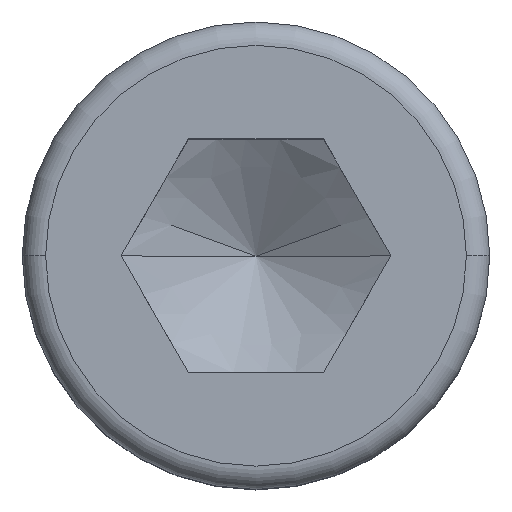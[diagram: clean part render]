
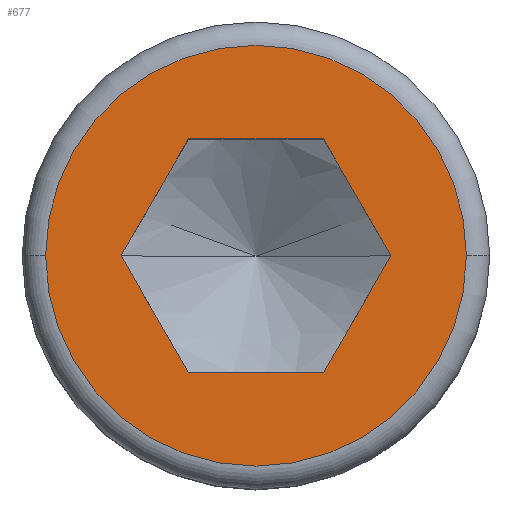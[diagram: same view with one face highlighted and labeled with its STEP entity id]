
A CAD part, top view. The second image highlights one B-rep face of the part: STEP entity #677.
In plain terms, the highlighted planar face has unit normal (0, 0, 1).
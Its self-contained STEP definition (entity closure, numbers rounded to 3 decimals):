
#12 = AXIS2_PLACEMENT_3D ( 'NONE', #333, #277, #215 ) ;
#21 = FACE_OUTER_BOUND ( 'NONE', #145, .T. ) ;
#47 = CARTESIAN_POINT ( 'NONE',  ( 0., 0., 10. ) ) ;
#54 = CARTESIAN_POINT ( 'NONE',  ( 0., 0., 10. ) ) ;
#62 = DIRECTION ( 'NONE',  ( 0., 0., 1. ) ) ;
#71 = VERTEX_POINT ( 'NONE', #336 ) ;
#74 = CARTESIAN_POINT ( 'NONE',  ( -2.309, -4., 10. ) ) ;
#76 = AXIS2_PLACEMENT_3D ( 'NONE', #47, #62, #169 ) ;
#84 = CARTESIAN_POINT ( 'NONE',  ( 4.619, 0., 10. ) ) ;
#93 = EDGE_CURVE ( 'NONE', #288, #483, #539, .T. ) ;
#94 = DIRECTION ( 'NONE',  ( 0.5, -0.866, 0. ) ) ;
#102 = LINE ( 'NONE', #702, #200 ) ;
#107 = VERTEX_POINT ( 'NONE', #478 ) ;
#109 = EDGE_CURVE ( 'NONE', #249, #107, #201, .T. ) ;
#122 = DIRECTION ( 'NONE',  ( 1., 0., 0. ) ) ;
#130 = DIRECTION ( 'NONE',  ( 1., 0., 0. ) ) ;
#134 = ORIENTED_EDGE ( 'NONE', *, *, #179, .T. ) ;
#145 = EDGE_LOOP ( 'NONE', ( #774, #209 ) ) ;
#148 = CARTESIAN_POINT ( 'NONE',  ( 2.309, -4., 10. ) ) ;
#157 = VERTEX_POINT ( 'NONE', #257 ) ;
#169 = DIRECTION ( 'NONE',  ( 1., 0., 0. ) ) ;
#179 = EDGE_CURVE ( 'NONE', #296, #249, #102, .T. ) ;
#200 = VECTOR ( 'NONE', #640, 1000. ) ;
#201 = LINE ( 'NONE', #419, #554 ) ;
#209 = ORIENTED_EDGE ( 'NONE', *, *, #744, .T. ) ;
#215 = DIRECTION ( 'NONE',  ( 1., 0., 0. ) ) ;
#219 = VECTOR ( 'NONE', #453, 1000. ) ;
#245 = DIRECTION ( 'NONE',  ( 0.5, 0.866, 0. ) ) ;
#249 = VERTEX_POINT ( 'NONE', #312 ) ;
#257 = CARTESIAN_POINT ( 'NONE',  ( 4.619, 0., 10. ) ) ;
#259 = PLANE ( 'NONE',  #355 ) ;
#264 = EDGE_CURVE ( 'NONE', #107, #523, #641, .T. ) ;
#272 = VECTOR ( 'NONE', #512, 1000. ) ;
#277 = DIRECTION ( 'NONE',  ( 0., 0., 1. ) ) ;
#288 = VERTEX_POINT ( 'NONE', #380 ) ;
#296 = VERTEX_POINT ( 'NONE', #74 ) ;
#303 = VECTOR ( 'NONE', #94, 1000. ) ;
#312 = CARTESIAN_POINT ( 'NONE',  ( -4.619, 0., 10. ) ) ;
#320 = CARTESIAN_POINT ( 'NONE',  ( -2.309, 4., 10. ) ) ;
#323 = EDGE_CURVE ( 'NONE', #523, #157, #634, .T. ) ;
#329 = LINE ( 'NONE', #148, #219 ) ;
#333 = CARTESIAN_POINT ( 'NONE',  ( 0., 0., 10. ) ) ;
#336 = CARTESIAN_POINT ( 'NONE',  ( 2.309, -4., 10. ) ) ;
#355 = AXIS2_PLACEMENT_3D ( 'NONE', #54, #438, #122 ) ;
#380 = CARTESIAN_POINT ( 'NONE',  ( 7.2, 0., 10. ) ) ;
#419 = CARTESIAN_POINT ( 'NONE',  ( -4.619, 0., 10. ) ) ;
#438 = DIRECTION ( 'NONE',  ( 0., 0., 1. ) ) ;
#453 = DIRECTION ( 'NONE',  ( -1., 0., 0. ) ) ;
#478 = CARTESIAN_POINT ( 'NONE',  ( -2.309, 4., 10. ) ) ;
#483 = VERTEX_POINT ( 'NONE', #721 ) ;
#494 = VECTOR ( 'NONE', #130, 1000. ) ;
#512 = DIRECTION ( 'NONE',  ( -0.5, -0.866, 0. ) ) ;
#521 = ORIENTED_EDGE ( 'NONE', *, *, #781, .T. ) ;
#523 = VERTEX_POINT ( 'NONE', #786 ) ;
#528 = CIRCLE ( 'NONE', #12, 7.2 ) ;
#539 = CIRCLE ( 'NONE', #76, 7.2 ) ;
#554 = VECTOR ( 'NONE', #245, 1000. ) ;
#583 = CARTESIAN_POINT ( 'NONE',  ( 2.309, 4., 10. ) ) ;
#609 = ORIENTED_EDGE ( 'NONE', *, *, #730, .T. ) ;
#634 = LINE ( 'NONE', #583, #303 ) ;
#640 = DIRECTION ( 'NONE',  ( -0.5, 0.866, 0. ) ) ;
#641 = LINE ( 'NONE', #320, #494 ) ;
#655 = ORIENTED_EDGE ( 'NONE', *, *, #264, .T. ) ;
#661 = FACE_BOUND ( 'NONE', #680, .T. ) ;
#677 = ADVANCED_FACE ( 'NONE', ( #21, #661 ), #259, .T. ) ;
#680 = EDGE_LOOP ( 'NONE', ( #655, #796, #521, #609, #134, #759 ) ) ;
#702 = CARTESIAN_POINT ( 'NONE',  ( -2.309, -4., 10. ) ) ;
#721 = CARTESIAN_POINT ( 'NONE',  ( -7.2, 0., 10. ) ) ;
#730 = EDGE_CURVE ( 'NONE', #71, #296, #329, .T. ) ;
#744 = EDGE_CURVE ( 'NONE', #483, #288, #528, .T. ) ;
#759 = ORIENTED_EDGE ( 'NONE', *, *, #109, .T. ) ;
#762 = LINE ( 'NONE', #84, #272 ) ;
#774 = ORIENTED_EDGE ( 'NONE', *, *, #93, .T. ) ;
#781 = EDGE_CURVE ( 'NONE', #157, #71, #762, .T. ) ;
#786 = CARTESIAN_POINT ( 'NONE',  ( 2.309, 4., 10. ) ) ;
#796 = ORIENTED_EDGE ( 'NONE', *, *, #323, .T. ) ;
